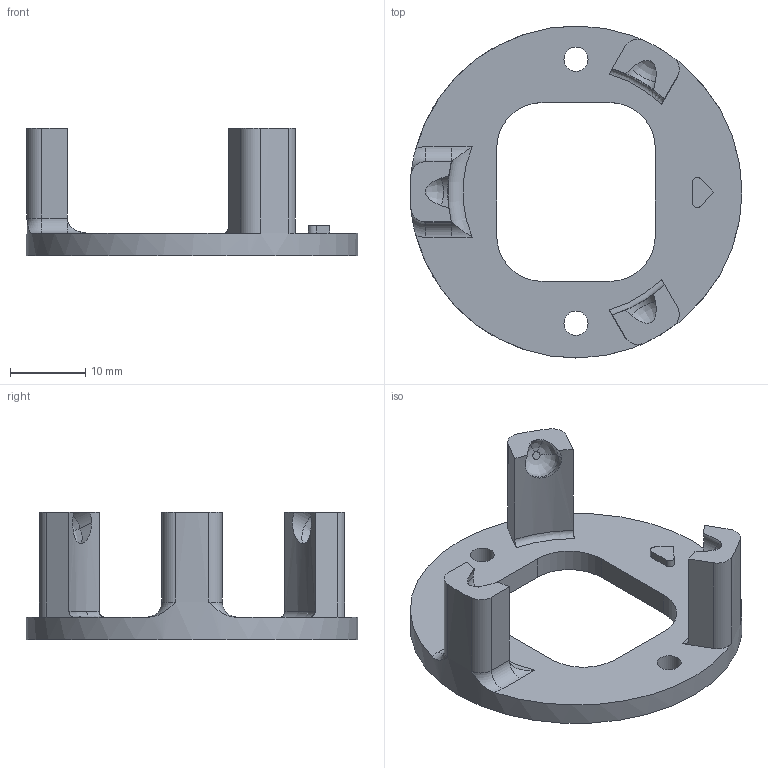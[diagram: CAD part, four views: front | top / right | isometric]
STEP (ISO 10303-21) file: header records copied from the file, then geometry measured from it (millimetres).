
FILE_DESCRIPTION(('HOOPS Exchange Step'),'2;1');
FILE_NAME('Trackball-Base-Static.step','2025-08-03T14:37:01-05:00',('vinnie'),('Unknown organisation'),'HOOPS Exchange 2024.2','HOOPS Exchange','Unknown authorisation');
FILE_SCHEMA( ('AP203_CONFIGURATION_CONTROLLED_3D_DESIGN_OF_MECHANICAL_PARTS_AND_ASSEMBLIES_MIM_LF') );
Length unit declared in the file: millimetre
Products named in the file (2): 0; root
Assembly tree (1 placements, depth 2):
  root
    0
Bounding box: 44 x 44 x 16.9 mm (x, y, z)
Volume: 4594.9 mm3; surface area: 3907.7 mm2
Topology: 1 solids, 1 shells, 65 faces, 179 edges, 117 vertices
Faces by surface type: cylinder 29, plane 22, bspline 9, torus 5
Full cylindrical faces by diameter (mm): 3.2 x2, 44 x1
Entity records: 3770 total; most frequent: CARTESIAN_POINT 2163, ORIENTED_EDGE 358, DIRECTION 296, EDGE_CURVE 179, VERTEX_POINT 117, AXIS2_PLACEMENT_3D 112, VECTOR 72, LINE 72
